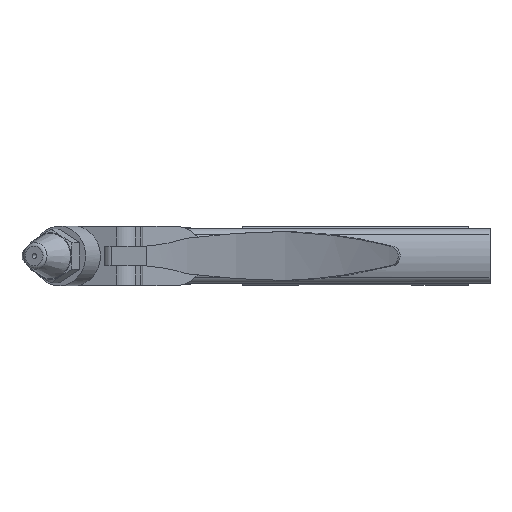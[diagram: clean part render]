
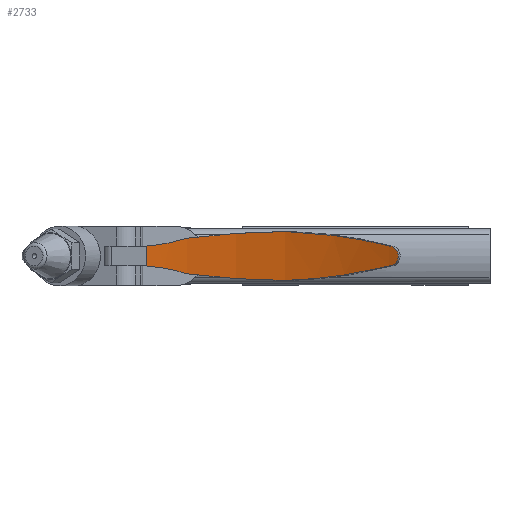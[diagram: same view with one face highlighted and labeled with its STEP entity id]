
A CAD part, left-side view. The second image highlights one B-rep face of the part: STEP entity #2733.
In plain terms, the highlighted cylindrical face has radius 170 mm (diameter 340 mm), a partial arc.
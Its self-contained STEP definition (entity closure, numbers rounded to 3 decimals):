
#45=B_SPLINE_CURVE_WITH_KNOTS('',3,(#4366,#4367,#4368,#4369),
 .UNSPECIFIED.,.F.,.F.,(4,4),(0.,0.012),
 .UNSPECIFIED.);
#46=B_SPLINE_CURVE_WITH_KNOTS('',3,(#4371,#4372,#4373,#4374),
 .UNSPECIFIED.,.F.,.F.,(4,4),(0.,0.031),
 .UNSPECIFIED.);
#47=B_SPLINE_CURVE_WITH_KNOTS('',3,(#4376,#4377,#4378,#4379),
 .UNSPECIFIED.,.F.,.F.,(4,4),(0.,0.035),
 .UNSPECIFIED.);
#48=B_SPLINE_CURVE_WITH_KNOTS('',3,(#4381,#4382,#4383,#4384,#4385,#4386,
#4387),.UNSPECIFIED.,.F.,.F.,(4,1,1,1,4),(0.,0.002,0.005,
0.007,0.009),.UNSPECIFIED.);
#49=B_SPLINE_CURVE_WITH_KNOTS('',3,(#4389,#4390,#4391,#4392),
 .UNSPECIFIED.,.F.,.F.,(4,4),(0.,0.035),
 .UNSPECIFIED.);
#50=B_SPLINE_CURVE_WITH_KNOTS('',3,(#4394,#4395,#4396,#4397),
 .UNSPECIFIED.,.F.,.F.,(4,4),(0.,0.031),
 .UNSPECIFIED.);
#51=B_SPLINE_CURVE_WITH_KNOTS('',3,(#4399,#4400,#4401,#4402),
 .UNSPECIFIED.,.F.,.F.,(4,4),(0.,0.012),.UNSPECIFIED.);
#263=LINE('',#4360,#462);
#266=LINE('',#4404,#465);
#267=LINE('',#4406,#466);
#462=VECTOR('',#3426,1000.);
#465=VECTOR('',#3431,1000.);
#466=VECTOR('',#3432,1000.);
#712=ORIENTED_EDGE('',*,*,#1507,.T.);
#713=ORIENTED_EDGE('',*,*,#1510,.T.);
#714=ORIENTED_EDGE('',*,*,#1511,.F.);
#715=ORIENTED_EDGE('',*,*,#1512,.F.);
#716=ORIENTED_EDGE('',*,*,#1513,.F.);
#717=ORIENTED_EDGE('',*,*,#1514,.F.);
#718=ORIENTED_EDGE('',*,*,#1515,.F.);
#719=ORIENTED_EDGE('',*,*,#1516,.T.);
#720=ORIENTED_EDGE('',*,*,#1517,.T.);
#721=ORIENTED_EDGE('',*,*,#1518,.T.);
#1507=EDGE_CURVE('',#1898,#1896,#263,.T.);
#1510=EDGE_CURVE('',#1896,#1900,#45,.T.);
#1511=EDGE_CURVE('',#1901,#1900,#46,.T.);
#1512=EDGE_CURVE('',#1902,#1901,#47,.T.);
#1513=EDGE_CURVE('',#1903,#1902,#48,.T.);
#1514=EDGE_CURVE('',#1904,#1903,#49,.T.);
#1515=EDGE_CURVE('',#1905,#1904,#50,.T.);
#1516=EDGE_CURVE('',#1905,#1906,#51,.T.);
#1517=EDGE_CURVE('',#1906,#1907,#266,.T.);
#1518=EDGE_CURVE('',#1907,#1898,#267,.T.);
#1896=VERTEX_POINT('',#4358);
#1898=VERTEX_POINT('',#4361);
#1900=VERTEX_POINT('',#4370);
#1901=VERTEX_POINT('',#4375);
#1902=VERTEX_POINT('',#4380);
#1903=VERTEX_POINT('',#4388);
#1904=VERTEX_POINT('',#4393);
#1905=VERTEX_POINT('',#4398);
#1906=VERTEX_POINT('',#4403);
#1907=VERTEX_POINT('',#4405);
#2254=EDGE_LOOP('',(#712,#713,#714,#715,#716,#717,#718,#719,#720,#721));
#2465=FACE_BOUND('',#2254,.T.);
#2656=CYLINDRICAL_SURFACE('',#2951,170.);
#2733=ADVANCED_FACE('',(#2465),#2656,.F.);
#2951=AXIS2_PLACEMENT_3D('',#4365,#3429,#3430);
#3426=DIRECTION('',(0.,0.,-1.));
#3429=DIRECTION('',(0.,0.,-1.));
#3430=DIRECTION('',(-1.,0.,0.));
#3431=DIRECTION('',(0.,0.,-1.));
#3432=DIRECTION('',(0.,0.,-1.));
#4358=CARTESIAN_POINT('',(-34.143,103.354,-3.007));
#4360=CARTESIAN_POINT('',(-34.143,103.354,7.35));
#4361=CARTESIAN_POINT('',(-34.143,103.354,-2.95));
#4365=CARTESIAN_POINT('',(-203.485,118.301,7.35));
#4366=CARTESIAN_POINT('',(-34.143,103.354,-3.007));
#4367=CARTESIAN_POINT('',(-34.508,99.217,-3.3));
#4368=CARTESIAN_POINT('',(-35.016,95.191,-4.073));
#4369=CARTESIAN_POINT('',(-35.646,91.278,-5.35));
#4370=CARTESIAN_POINT('',(-35.646,91.278,-5.35));
#4371=CARTESIAN_POINT('',(-43.21,61.625,-7.35));
#4372=CARTESIAN_POINT('',(-39.782,71.32,-7.306));
#4373=CARTESIAN_POINT('',(-37.268,81.206,-6.63));
#4374=CARTESIAN_POINT('',(-35.646,91.278,-5.35));
#4375=CARTESIAN_POINT('',(-43.21,61.625,-7.35));
#4376=CARTESIAN_POINT('',(-58.064,30.252,-3.));
#4377=CARTESIAN_POINT('',(-52.106,40.091,-5.479));
#4378=CARTESIAN_POINT('',(-47.132,50.534,-6.952));
#4379=CARTESIAN_POINT('',(-43.21,61.625,-7.35));
#4380=CARTESIAN_POINT('',(-58.064,30.252,-3.));
#4381=CARTESIAN_POINT('',(-58.064,30.252,3.));
#4382=CARTESIAN_POINT('',(-58.479,29.565,3.));
#4383=CARTESIAN_POINT('',(-59.309,28.222,2.372));
#4384=CARTESIAN_POINT('',(-59.865,27.343,0.005));
#4385=CARTESIAN_POINT('',(-59.311,28.218,-2.37));
#4386=CARTESIAN_POINT('',(-58.479,29.565,-3.));
#4387=CARTESIAN_POINT('',(-58.064,30.252,-3.));
#4388=CARTESIAN_POINT('',(-58.064,30.252,3.));
#4389=CARTESIAN_POINT('',(-43.21,61.625,7.35));
#4390=CARTESIAN_POINT('',(-47.132,50.534,6.952));
#4391=CARTESIAN_POINT('',(-52.106,40.091,5.479));
#4392=CARTESIAN_POINT('',(-58.064,30.252,3.));
#4393=CARTESIAN_POINT('',(-43.21,61.625,7.35));
#4394=CARTESIAN_POINT('',(-35.646,91.278,5.35));
#4395=CARTESIAN_POINT('',(-37.268,81.206,6.63));
#4396=CARTESIAN_POINT('',(-39.782,71.32,7.306));
#4397=CARTESIAN_POINT('',(-43.21,61.625,7.35));
#4398=CARTESIAN_POINT('',(-35.646,91.278,5.35));
#4399=CARTESIAN_POINT('',(-35.646,91.278,5.35));
#4400=CARTESIAN_POINT('',(-35.016,95.191,4.073));
#4401=CARTESIAN_POINT('',(-34.508,99.217,3.3));
#4402=CARTESIAN_POINT('',(-34.143,103.354,3.007));
#4403=CARTESIAN_POINT('',(-34.143,103.354,3.007));
#4404=CARTESIAN_POINT('',(-34.143,103.354,7.35));
#4405=CARTESIAN_POINT('',(-34.143,103.354,2.95));
#4406=CARTESIAN_POINT('',(-34.143,103.354,2.95));
